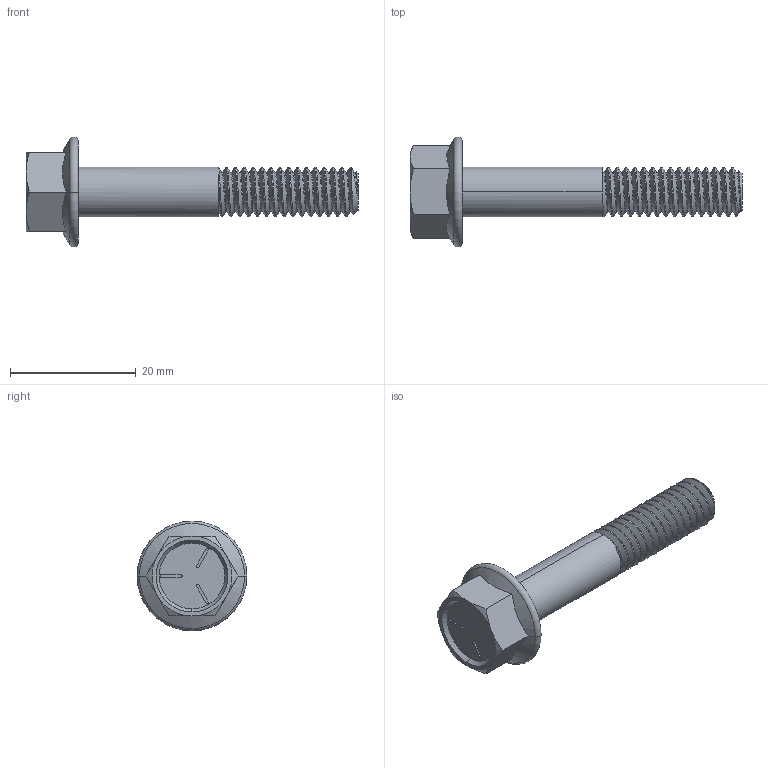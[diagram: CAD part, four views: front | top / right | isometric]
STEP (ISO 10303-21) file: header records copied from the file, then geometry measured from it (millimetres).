
FILE_DESCRIPTION (( 'STEP AP203' ), '1' );
FILE_NAME ('92979A265_Zinc-Plated Grade 5 Steel Flanged Hex Head Screws_92979A265_sldprt.STEP', '2023-01-20T01:35:57', ( '' ), ( '' ), 'SwSTEP 2.0', 'SolidWorks 2022', '' );
FILE_SCHEMA (( 'CONFIG_CONTROL_DESIGN' ));
Length unit declared in the file: inch
Products named in the file (1): 92979A265_Zinc-Plated Grade 5 Steel Flanged Hex Head Screws_92979A265_sldprt
Bounding box: 52.78 x 17.46 x 17.46 mm (x, y, z)
Volume: 3226.1 mm3; surface area: 2205.4 mm2
Topology: 1 solids, 1 shells, 77 faces, 198 edges, 128 vertices
Faces by surface type: cylinder 40, plane 20, cone 12, bspline 3, torus 2
Entity records: 6524 total; most frequent: CARTESIAN_POINT 4787, ORIENTED_EDGE 396, DIRECTION 298, EDGE_CURVE 198, VERTEX_POINT 128, AXIS2_PLACEMENT_3D 114, EDGE_LOOP 82, FACE_OUTER_BOUND 77
